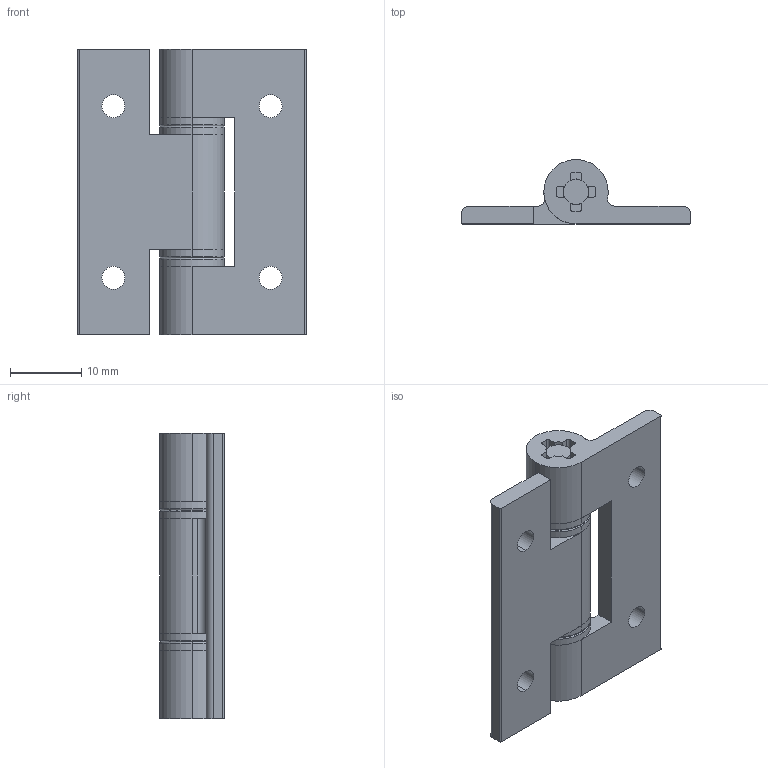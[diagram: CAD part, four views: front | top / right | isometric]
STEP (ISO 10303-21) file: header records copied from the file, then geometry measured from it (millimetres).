
FILE_DESCRIPTION (( 'STEP AP203' ), '1' );
FILE_NAME ('B-211-7.STEP', '2011-10-11T02:05:53', ( '' ), ( '' ), 'SwSTEP 2.0', 'SolidWorks 2011', '' );
FILE_SCHEMA (( 'CONFIG_CONTROL_DESIGN' ));
Length unit declared in the file: millimetre
Products named in the file (6): B-211-7; B-211-7ピン_; B-211-7樹脂ワッシャー_; B-211-7樹脂ブッシュ_; B-211-7羽根B_; B-211-7羽根A_
Assembly tree (7 placements, depth 2):
  B-211-7
    B-211-7ピン_
    B-211-7樹脂ブッシュ_  x2
    B-211-7羽根A_
    B-211-7樹脂ワッシャー_  x2
    B-211-7羽根B_
Bounding box: 32 x 9 x 40 mm (x, y, z)
Volume: 4540 mm3; surface area: 5535.8 mm2
Topology: 7 solids, 7 shells, 245 faces, 655 edges, 418 vertices
Faces by surface type: cylinder 114, plane 107, torus 16, bspline 8
Entity records: 6411 total; most frequent: CARTESIAN_POINT 1131, DIRECTION 1015, ORIENTED_EDGE 950, EDGE_CURVE 475, AXIS2_PLACEMENT_3D 370, VERTEX_POINT 310, LINE 275, VECTOR 275
